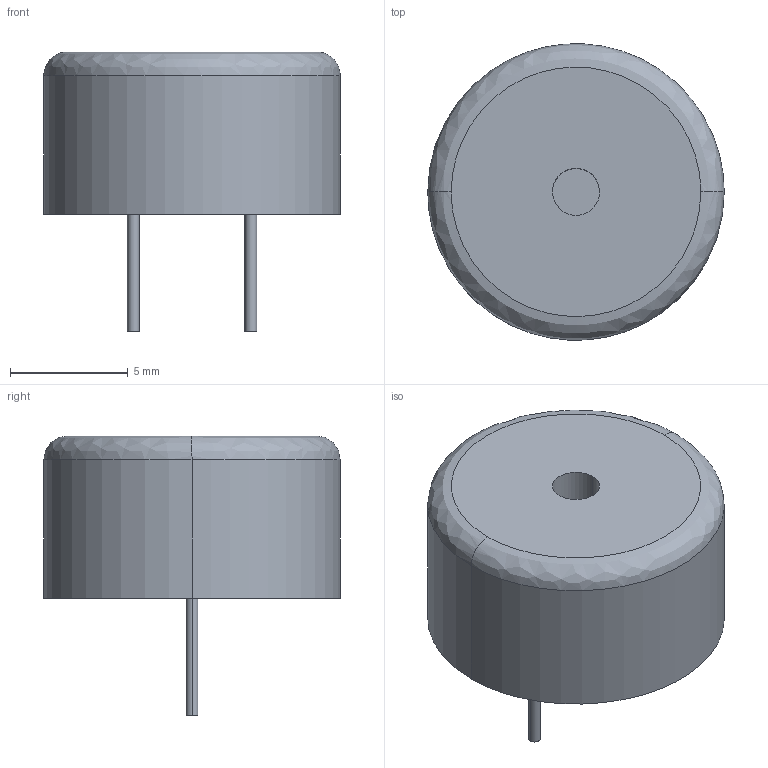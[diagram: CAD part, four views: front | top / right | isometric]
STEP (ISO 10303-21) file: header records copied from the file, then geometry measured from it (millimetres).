
FILE_DESCRIPTION(/* description */ (''),/* implementation_level */ '2;1');
FILE_NAME(/* name */ 'PKM13EPYH4000-A0',/* time_stamp */ '2022-07-16T15:48:04+03:00',/* author */ (''),/* organization */ (''),/* preprocessor_version */ 'ST-DEVELOPER v16.5',/* originating_system */ '',/* authorisation */ '');
FILE_SCHEMA (('AUTOMOTIVE_DESIGN'));
Length unit declared in the file: millimetre
Products named in the file (1): Document
Bounding box: 12.6 x 12.58 x 11.9 mm (x, y, z)
Volume: 840 mm3; surface area: 553.4 mm2
Topology: 3 solids, 3 shells, 17 faces, 28 edges, 18 vertices
Faces by surface type: bspline 10, plane 7
Entity records: 465 total; most frequent: CARTESIAN_POINT 249, ORIENTED_EDGE 56, EDGE_CURVE 28, EDGE_LOOP 18, VERTEX_POINT 18, ADVANCED_FACE 17, FACE_OUTER_BOUND 17, DIRECTION 11
